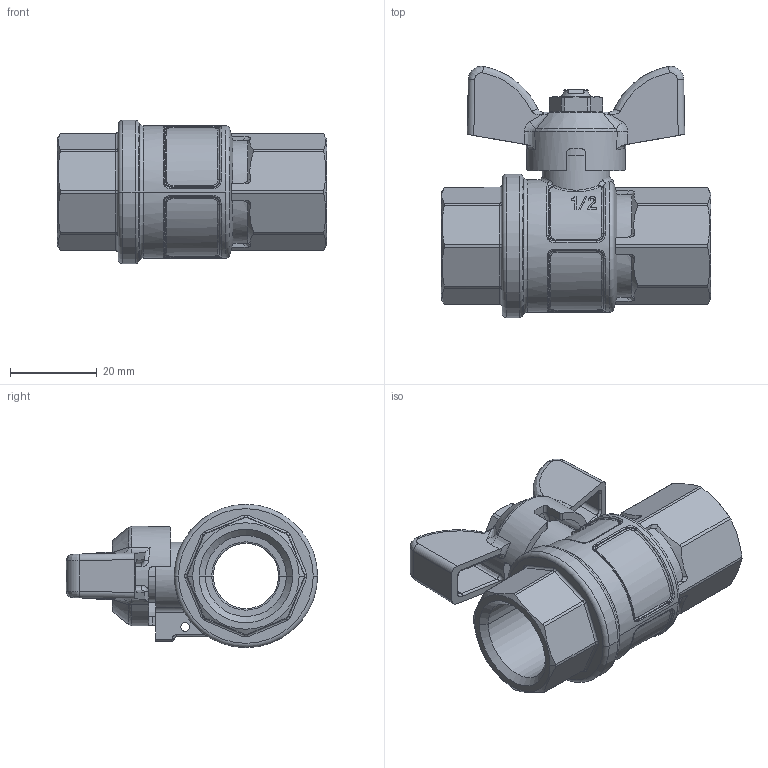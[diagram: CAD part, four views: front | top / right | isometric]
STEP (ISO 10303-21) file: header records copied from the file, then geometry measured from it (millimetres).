
FILE_DESCRIPTION(('Creo Elements/Direct Modeling STEP Export'),'2;1');
FILE_NAME('9000040000.stp','2021-05-26T10:36:20',(''),(''),'Creo Elements/Direct Modeling STEP processor for AP214 (Solid Model)','Creo Elements/Direct Modeling 20.1D 10-Oct-2020 (C) Parametric Technology GmbH','');
FILE_SCHEMA(('AUTOMOTIVE_DESIGN { 1 0 10303 214 1 1 1 1 }'));
Products named in the file (2): 9000040000
Assembly tree (1 placements, depth 2):
  9000040000
    9000040000
Bounding box: 62 x 57.8 x 33 mm (x, y, z)
Volume: 30366.5 mm3; surface area: 15077 mm2
Topology: 1 solids, 1 shells, 547 faces, 1383 edges, 844 vertices
Faces by surface type: bspline 160, plane 152, cylinder 120, cone 86, torus 27, sphere 2
Entity records: 51142 total; most frequent: CARTESIAN_POINT 38290, ORIENTED_EDGE 2758, DIRECTION 1575, EDGE_CURVE 1379, VERTEX_POINT 844, AXIS2_PLACEMENT_3D 616, EDGE_LOOP 565, FACE_OUTER_BOUND 547
